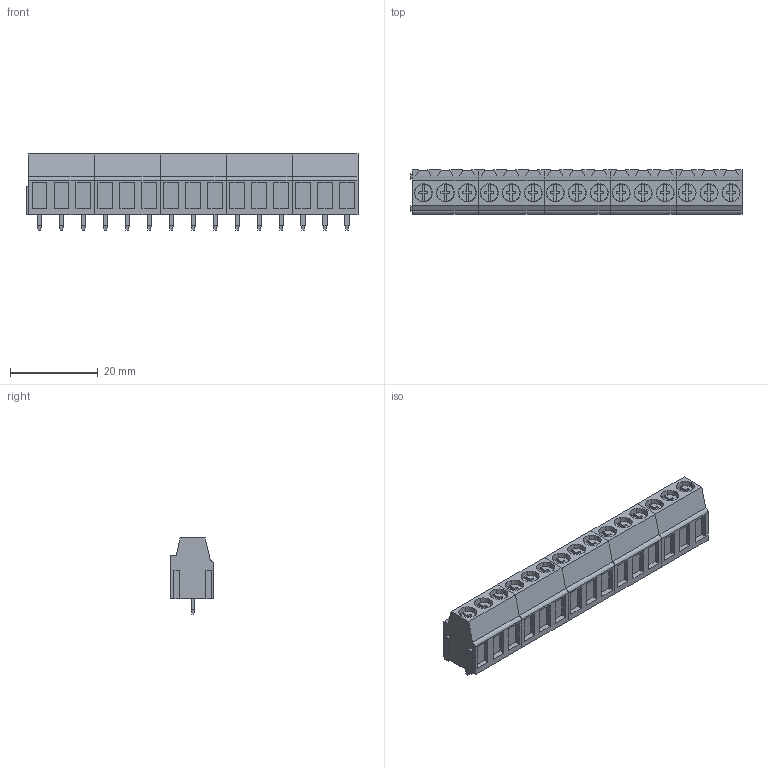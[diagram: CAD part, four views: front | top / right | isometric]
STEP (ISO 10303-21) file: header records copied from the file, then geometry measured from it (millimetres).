
FILE_DESCRIPTION(('CATIA V5 STEP Exchange','CAx-IF Rec.Pracs.--- Model Styling and Organization---1.2---2011-12-15'),'2;1');
FILE_NAME ('D1449954_0_1234090000_1234090000.stp','2018-03-31T07:40:43+00:00',('none'),('Weidmueller'),'CATIA Version 5-6 Release 2014','CATIA V5 STEP AP214','none');
FILE_SCHEMA(('AUTOMOTIVE_DESIGN { 1 0 10303 214 1 1 1 1 }'));
Length unit declared in the file: millimetre
Products named in the file (1): 1234090000
Bounding box: 75.55 x 10 x 17.3 mm (x, y, z)
Volume: 7375.8 mm3; surface area: 8724.7 mm2
Topology: 35 solids, 35 shells, 1275 faces, 3420 edges, 2260 vertices
Faces by surface type: plane 1060, cylinder 215
Entity records: 39339 total; most frequent: CARTESIAN_POINT 7893, ORIENTED_EDGE 6840, DIRECTION 5726, EDGE_CURVE 3420, VECTOR 2780, LINE 2780, VERTEX_POINT 2260, AXIS2_PLACEMENT_3D 1671
